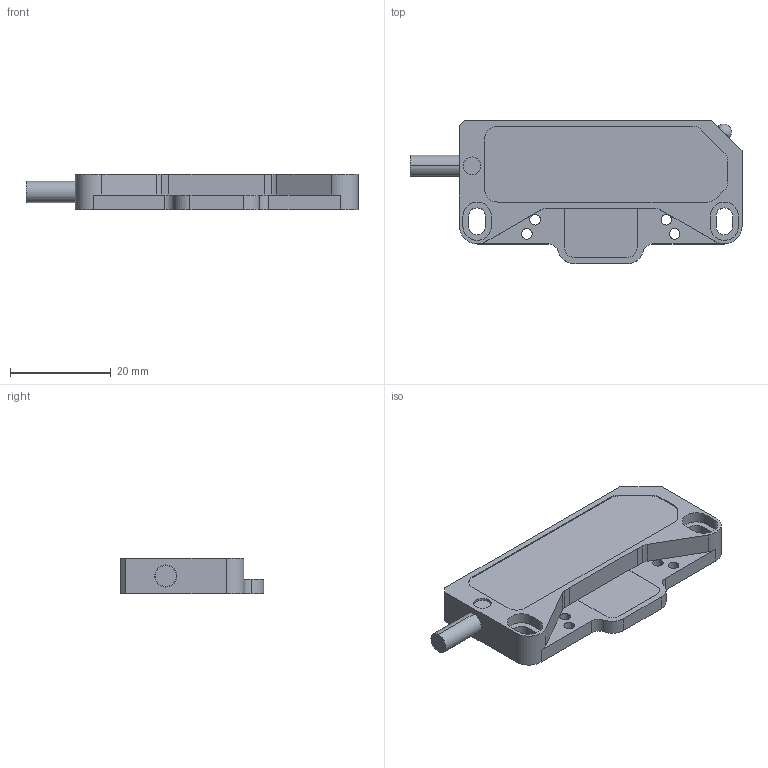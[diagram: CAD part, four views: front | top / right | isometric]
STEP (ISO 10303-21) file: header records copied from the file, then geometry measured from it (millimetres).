
FILE_DESCRIPTION (( 'STEP AP214' ), '1' );
FILE_NAME ('AksIM_readhead-T.STEP', '2013-02-12T08:08:22', ( ' ' ), ( ' ' ), 'SwSTEP 2.0', 'SolidWorks 2010', '' );
FILE_SCHEMA (( 'AUTOMOTIVE_DESIGN' ));
Length unit declared in the file: millimetre
Products named in the file (1): AksIM_readhead-T
Bounding box: 65.8 x 28.4 x 7 mm (x, y, z)
Volume: 8172.3 mm3; surface area: 4351.6 mm2
Topology: 1 solids, 1 shells, 92 faces, 248 edges, 165 vertices
Faces by surface type: plane 48, cylinder 42, sphere 2
Entity records: 2999 total; most frequent: DIRECTION 520, CARTESIAN_POINT 500, ORIENTED_EDGE 488, EDGE_CURVE 244, AXIS2_PLACEMENT_3D 183, VERTEX_POINT 163, VECTOR 154, LINE 154
